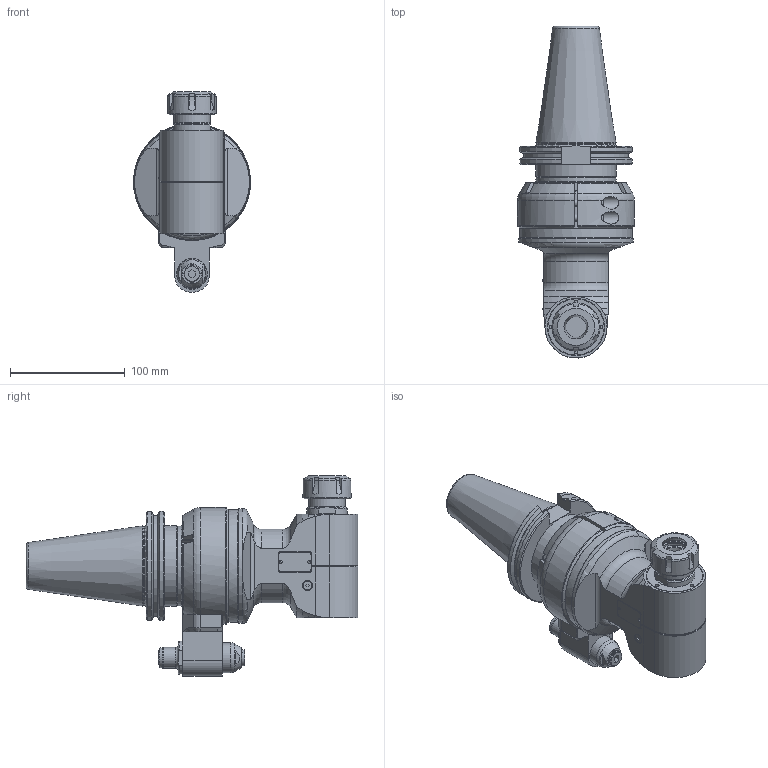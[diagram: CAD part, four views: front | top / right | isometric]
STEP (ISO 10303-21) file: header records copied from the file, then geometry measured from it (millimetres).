
FILE_DESCRIPTION(/* description */ (''),/* implementation_level */ '2;1');
FILE_NAME(/* name */ '9.F90.16S00-4C50.stp',/* time_stamp */ '2025-09-03T08:39:06-04:00',/* author */ ('jkrenzer'),/* organization */ (''),/* preprocessor_version */ 'ST-DEVELOPER v18.1',/* originating_system */ 'Autodesk Inventor 2022',/* authorisation */ '');
FILE_SCHEMA (('AUTOMOTIVE_DESIGN { 1 0 10303 214 3 1 1 }'));
Length unit declared in the file: millimetre
Products named in the file (3): 9.F90.16S00-4C50; 9_F90_16S00; 9GA11C_458  (EVO, Type 1, Cat50, 80mm)
Assembly tree (2 placements, depth 2):
  9.F90.16S00-4C50
    9_F90_16S00
    9GA11C_458  (EVO, Type 1, Cat50, 80mm)
Bounding box: 102 x 289.2 x 174.5 mm (x, y, z)
Volume: 1274146.2 mm3; surface area: 166027 mm2
Topology: 4 solids, 5 shells, 613 faces, 1539 edges, 995 vertices
Faces by surface type: plane 278, cylinder 160, cone 121, torus 48, sphere 4, bspline 2
Full cylindrical faces by diameter (mm): 2.5 x3, 2.6 x2, 3 x2, 3.2 x8, 3.3 x2, 4.2 x2, 5 x2, 6 x2, 6.5 x3, 7 x2, 8 x2, 8.5 x1, 8.821 x1, 9 x1, 9.2 x1, 9.525 x1, 10 x4, 10.4 x2, 11 x2, 12 x3, 12.5 x2, 12.8 x1, 13 x1, 14 x1, 18 x3, 21 x1, 21.8 x1, 21.963 x1, 22.6 x1, 23 x1
Entity records: 21404 total; most frequent: CARTESIAN_POINT 6652, DIRECTION 3118, ORIENTED_EDGE 3052, EDGE_CURVE 1526, AXIS2_PLACEMENT_3D 1224, VERTEX_POINT 995, EDGE_LOOP 699, LINE 670
